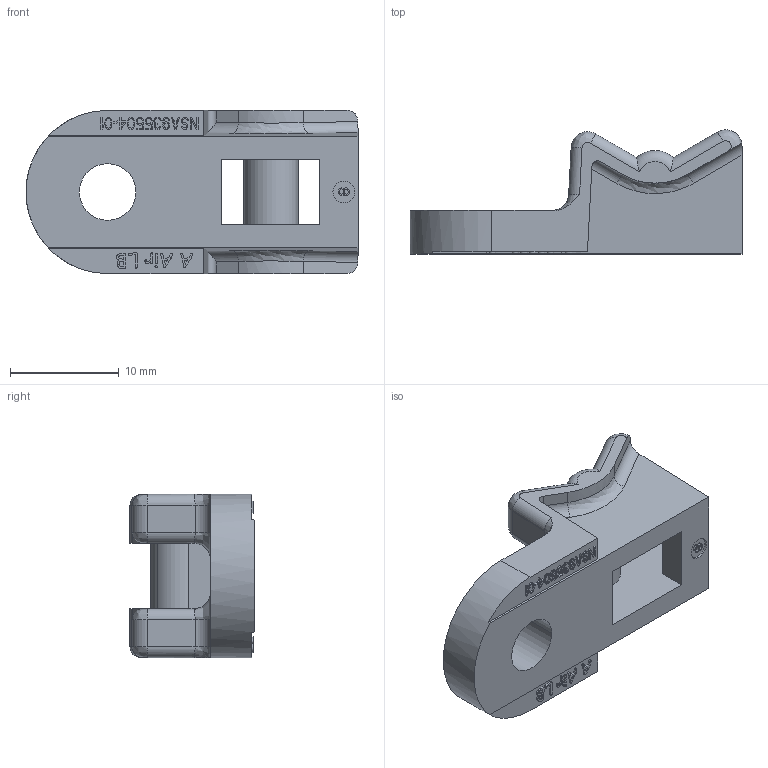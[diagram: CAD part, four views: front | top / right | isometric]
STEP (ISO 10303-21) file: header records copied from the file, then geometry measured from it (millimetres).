
FILE_DESCRIPTION((''),'2;1');
FILE_NAME('003261_100_59','2020-01-31T',('presta_be4'),(''),'CREO PARAMETRIC BY PTC INC, 2018360','CREO PARAMETRIC BY PTC INC, 2018360','');
FILE_SCHEMA(('CONFIG_CONTROL_DESIGN'));
Length unit declared in the file: millimetre
Products named in the file (1): 003261_100_59
Bounding box: 30.5 x 11.4 x 15 mm (x, y, z)
Volume: 1900.4 mm3; surface area: 1775.2 mm2
Topology: 1 solids, 1 shells, 697 faces, 1972 edges, 1306 vertices
Faces by surface type: plane 533, extrusion 119, cylinder 31, bspline 12, torus 2
Entity records: 23086 total; most frequent: CARTESIAN_POINT 5499, ORIENTED_EDGE 3944, DIRECTION 3001, EDGE_CURVE 1972, VECTOR 1761, LINE 1642, VERTEX_POINT 1306, EDGE_LOOP 732
